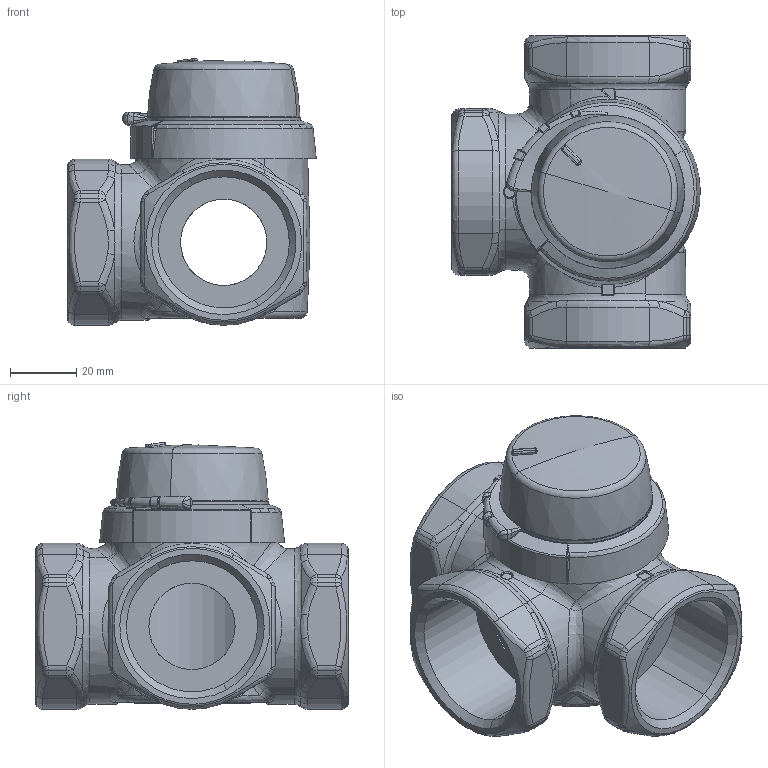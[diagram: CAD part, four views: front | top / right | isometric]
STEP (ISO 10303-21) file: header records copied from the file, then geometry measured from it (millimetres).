
FILE_DESCRIPTION(('CATIA V5 STEP Exchange'),'2;1');
FILE_NAME('VRG X3X DN32.stp','2008-05-23T06:24:25+00:00',('none'),('none'),'CATIA Version 5 Release 16 (IN-10)','CATIA V5 STEP AP214','none');
FILE_SCHEMA(('AUTOMOTIVE_DESIGN { 1 0 10303 214 1 1 1 1 }'));
Products named in the file (5): VRG X3X DN32; 7003-01; 7036-01; 7040-01; 7039-01
Assembly tree (4 placements, depth 2):
  VRG X3X DN32
    7003-01
    7036-01
    7040-01
    7039-01
Bounding box: 74.88 x 94 x 80.32 mm (x, y, z)
Volume: 108758.3 mm3; surface area: 65452.2 mm2
Topology: 5 solids, 5 shells, 1162 faces, 3013 edges, 1859 vertices
Faces by surface type: plane 371, cylinder 290, bspline 262, cone 92, torus 80, sphere 39, revolution 18, extrusion 10
Entity records: 49215 total; most frequent: CARTESIAN_POINT 25135, ORIENTED_EDGE 5946, DIRECTION 3189, EDGE_CURVE 2932, VERTEX_POINT 1828, AXIS2_PLACEMENT_3D 1370, EDGE_LOOP 1216, VECTOR 1186
